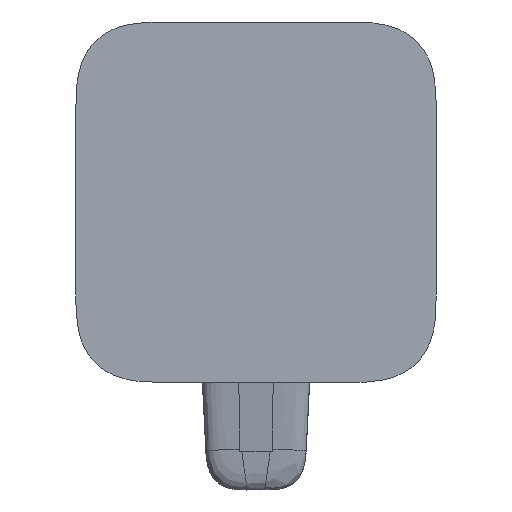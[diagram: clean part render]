
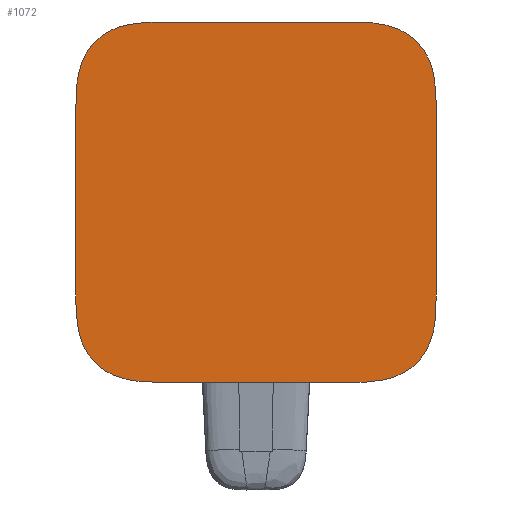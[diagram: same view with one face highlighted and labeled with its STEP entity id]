
A CAD part, left-side view. The second image highlights one B-rep face of the part: STEP entity #1072.
In plain terms, the highlighted planar face has unit normal (-1, 0, 0).
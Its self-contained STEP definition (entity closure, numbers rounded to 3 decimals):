
#252=B_SPLINE_CURVE_WITH_KNOTS('',3,(#7438,#7440,#7441,#7442,#7443,#7444,#7445,#7446,#7447,#7448,#7439),.UNSPECIFIED.,.F.,.U.,(4,1,1,1,1,1,1,1,4),(0.,0.133,0.262,0.383,0.5,0.617,0.738,0.867,1.),.UNSPECIFIED.);
#253=B_SPLINE_CURVE_WITH_KNOTS('',5,(#7449,#7450,#7451,#7452,#7453,#7438),.UNSPECIFIED.,.F.,.U.,(6,6),(0.,1.),.UNSPECIFIED.);
#254=B_SPLINE_CURVE_WITH_KNOTS('',3,(#7454,#7455,#7456,#7457,#7458,#7459,#7460,#7461,#7462,#7463,#7449),.UNSPECIFIED.,.F.,.U.,(4,1,1,1,1,1,1,1,4),(0.,0.133,0.262,0.383,0.5,0.617,0.738,0.867,1.),.UNSPECIFIED.);
#255=B_SPLINE_CURVE_WITH_KNOTS('',5,(#7464,#7465,#7466,#7467,#7468,#7454),.UNSPECIFIED.,.F.,.U.,(6,6),(0.,1.),.UNSPECIFIED.);
#256=B_SPLINE_CURVE_WITH_KNOTS('',3,(#7469,#7470,#7471,#7472,#7473,#7474,#7475,#7476,#7477,#7478,#7464),.UNSPECIFIED.,.F.,.U.,(4,1,1,1,1,1,1,1,4),(0.,0.133,0.262,0.383,0.5,0.617,0.738,0.867,1.),.UNSPECIFIED.);
#257=B_SPLINE_CURVE_WITH_KNOTS('',5,(#7479,#7480,#7481,#7482,#7483,#7469),.UNSPECIFIED.,.F.,.U.,(6,6),(0.,1.),.UNSPECIFIED.);
#258=B_SPLINE_CURVE_WITH_KNOTS('',3,(#7484,#7485,#7486,#7487,#7488,#7489,#7490,#7491,#7492,#7493,#7479),.UNSPECIFIED.,.F.,.U.,(4,1,1,1,1,1,1,1,4),(0.,0.133,0.262,0.383,0.5,0.617,0.738,0.867,1.),.UNSPECIFIED.);
#259=B_SPLINE_CURVE_WITH_KNOTS('',5,(#7439,#7494,#7495,#7496,#7497,#7484),.UNSPECIFIED.,.F.,.U.,(6,6),(0.,1.),.UNSPECIFIED.);
#1072=ADVANCED_FACE('160811_SMC_ ROSETTETHM_CENTRAL_SQUARE_FACETTE_158MM_LOB',(#1330),#4693,.T.);
#1330=FACE_OUTER_BOUND('',#3899,.T.);
#1931=ORIENTED_EDGE('',*,*,#2913,.F.);
#1932=ORIENTED_EDGE('',*,*,#2914,.F.);
#1933=ORIENTED_EDGE('',*,*,#2915,.F.);
#1934=ORIENTED_EDGE('',*,*,#2916,.F.);
#1935=ORIENTED_EDGE('',*,*,#2917,.F.);
#1936=ORIENTED_EDGE('',*,*,#2918,.F.);
#1937=ORIENTED_EDGE('',*,*,#2919,.F.);
#1938=ORIENTED_EDGE('',*,*,#2920,.F.);
#2913=EDGE_CURVE('1',#3562,#3563,#252,.T.);
#2914=EDGE_CURVE('2',#3564,#3562,#253,.T.);
#2915=EDGE_CURVE('3',#3565,#3564,#254,.T.);
#2916=EDGE_CURVE('4',#3566,#3565,#255,.T.);
#2917=EDGE_CURVE('5',#3567,#3566,#256,.T.);
#2918=EDGE_CURVE('6',#3568,#3567,#257,.T.);
#2919=EDGE_CURVE('7',#3569,#3568,#258,.T.);
#2920=EDGE_CURVE('8',#3563,#3569,#259,.T.);
#3562=VERTEX_POINT('1',#7438);
#3563=VERTEX_POINT('2',#7439);
#3564=VERTEX_POINT('3',#7449);
#3565=VERTEX_POINT('4',#7454);
#3566=VERTEX_POINT('5',#7464);
#3567=VERTEX_POINT('6',#7469);
#3568=VERTEX_POINT('7',#7479);
#3569=VERTEX_POINT('8',#7484);
#3899=EDGE_LOOP('',(#1931,#1932,#1933,#1934,#1935,#1936,#1937,#1938));
#4693=PLANE('',#12238);
#7437=CARTESIAN_POINT('',(49.75,79.518,79.518));
#7438=CARTESIAN_POINT('',(49.75,-78.908,-40.617));
#7439=CARTESIAN_POINT('',(49.75,-40.617,-78.908));
#7440=CARTESIAN_POINT('',(49.75,-78.896,-43.445));
#7441=CARTESIAN_POINT('',(49.75,-78.859,-49.001));
#7442=CARTESIAN_POINT('',(49.75,-77.801,-57.099));
#7443=CARTESIAN_POINT('',(49.75,-75.155,-64.492));
#7444=CARTESIAN_POINT('',(49.75,-70.667,-70.667));
#7445=CARTESIAN_POINT('',(49.75,-64.492,-75.155));
#7446=CARTESIAN_POINT('',(49.75,-57.099,-77.801));
#7447=CARTESIAN_POINT('',(49.75,-49.001,-78.859));
#7448=CARTESIAN_POINT('',(49.75,-43.445,-78.896));
#7449=CARTESIAN_POINT('',(49.75,-78.908,40.617));
#7450=CARTESIAN_POINT('',(49.75,-78.982,23.845));
#7451=CARTESIAN_POINT('',(49.75,-79.018,7.912));
#7452=CARTESIAN_POINT('',(49.75,-79.018,-7.912));
#7453=CARTESIAN_POINT('',(49.75,-78.982,-23.845));
#7454=CARTESIAN_POINT('',(49.75,-40.617,78.908));
#7455=CARTESIAN_POINT('',(49.75,-43.445,78.896));
#7456=CARTESIAN_POINT('',(49.75,-49.001,78.859));
#7457=CARTESIAN_POINT('',(49.75,-57.099,77.801));
#7458=CARTESIAN_POINT('',(49.75,-64.492,75.155));
#7459=CARTESIAN_POINT('',(49.75,-70.667,70.667));
#7460=CARTESIAN_POINT('',(49.75,-75.155,64.492));
#7461=CARTESIAN_POINT('',(49.75,-77.801,57.099));
#7462=CARTESIAN_POINT('',(49.75,-78.859,49.001));
#7463=CARTESIAN_POINT('',(49.75,-78.896,43.445));
#7464=CARTESIAN_POINT('',(49.75,40.617,78.908));
#7465=CARTESIAN_POINT('',(49.75,23.845,78.982));
#7466=CARTESIAN_POINT('',(49.75,7.912,79.018));
#7467=CARTESIAN_POINT('',(49.75,-7.912,79.018));
#7468=CARTESIAN_POINT('',(49.75,-23.845,78.982));
#7469=CARTESIAN_POINT('',(49.75,78.908,40.617));
#7470=CARTESIAN_POINT('',(49.75,78.896,43.445));
#7471=CARTESIAN_POINT('',(49.75,78.859,49.001));
#7472=CARTESIAN_POINT('',(49.75,77.801,57.099));
#7473=CARTESIAN_POINT('',(49.75,75.155,64.492));
#7474=CARTESIAN_POINT('',(49.75,70.667,70.667));
#7475=CARTESIAN_POINT('',(49.75,64.492,75.155));
#7476=CARTESIAN_POINT('',(49.75,57.099,77.801));
#7477=CARTESIAN_POINT('',(49.75,49.001,78.859));
#7478=CARTESIAN_POINT('',(49.75,43.445,78.896));
#7479=CARTESIAN_POINT('',(49.75,78.908,-40.617));
#7480=CARTESIAN_POINT('',(49.75,78.982,-23.845));
#7481=CARTESIAN_POINT('',(49.75,79.018,-7.912));
#7482=CARTESIAN_POINT('',(49.75,79.018,7.912));
#7483=CARTESIAN_POINT('',(49.75,78.982,23.845));
#7484=CARTESIAN_POINT('',(49.75,40.617,-78.908));
#7485=CARTESIAN_POINT('',(49.75,43.445,-78.896));
#7486=CARTESIAN_POINT('',(49.75,49.001,-78.859));
#7487=CARTESIAN_POINT('',(49.75,57.099,-77.801));
#7488=CARTESIAN_POINT('',(49.75,64.492,-75.155));
#7489=CARTESIAN_POINT('',(49.75,70.667,-70.667));
#7490=CARTESIAN_POINT('',(49.75,75.155,-64.492));
#7491=CARTESIAN_POINT('',(49.75,77.801,-57.099));
#7492=CARTESIAN_POINT('',(49.75,78.859,-49.001));
#7493=CARTESIAN_POINT('',(49.75,78.896,-43.445));
#7494=CARTESIAN_POINT('',(49.75,-23.845,-78.982));
#7495=CARTESIAN_POINT('',(49.75,-7.912,-79.018));
#7496=CARTESIAN_POINT('',(49.75,7.912,-79.018));
#7497=CARTESIAN_POINT('',(49.75,23.845,-78.982));
#12238=AXIS2_PLACEMENT_3D('',#7437,#12465,#12593);
#12465=DIRECTION('',(-1.,0.,0.));
#12593=DIRECTION('',(0.,0.,-1.));
